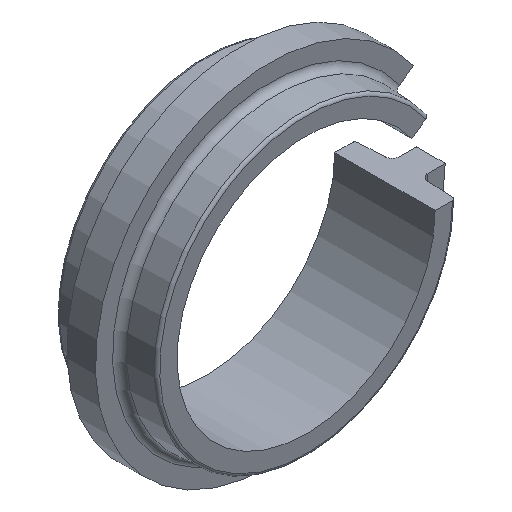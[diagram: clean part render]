
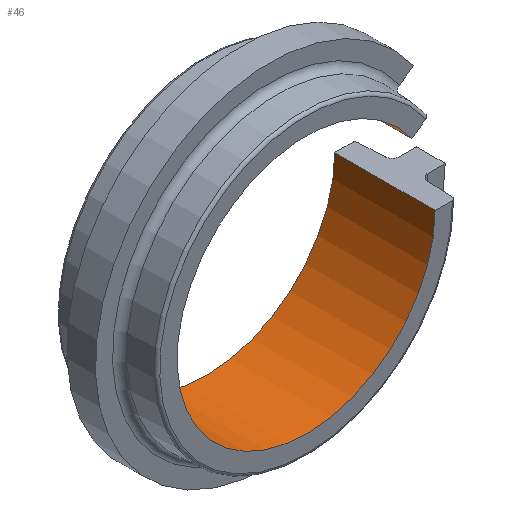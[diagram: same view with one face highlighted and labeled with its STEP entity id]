
A CAD part, isometric view. The second image highlights one B-rep face of the part: STEP entity #46.
In plain terms, the highlighted cylindrical face has radius 4.5 mm (diameter 9 mm), a partial arc.
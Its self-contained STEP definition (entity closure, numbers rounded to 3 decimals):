
#46=ADVANCED_FACE('',(#62),#60,.F.);
#60=CYLINDRICAL_SURFACE('',#277,4.5);
#62=FACE_OUTER_BOUND('',#76,.T.);
#76=EDGE_LOOP('',(#122,#123,#124,#125));
#90=LINE('',#399,#106);
#91=LINE('',#403,#107);
#106=VECTOR('',#313,1.);
#107=VECTOR('',#316,1.);
#122=ORIENTED_EDGE('',*,*,#218,.T.);
#123=ORIENTED_EDGE('',*,*,#219,.F.);
#124=ORIENTED_EDGE('',*,*,#220,.F.);
#125=ORIENTED_EDGE('',*,*,#221,.T.);
#194=VERTEX_POINT('',#397);
#195=VERTEX_POINT('',#398);
#196=VERTEX_POINT('',#400);
#197=VERTEX_POINT('',#402);
#218=EDGE_CURVE('',#194,#195,#254,.T.);
#219=EDGE_CURVE('',#196,#195,#90,.T.);
#220=EDGE_CURVE('',#197,#196,#255,.T.);
#221=EDGE_CURVE('',#197,#194,#91,.T.);
#254=CIRCLE('',#275,4.5);
#255=CIRCLE('',#276,4.5);
#275=AXIS2_PLACEMENT_3D('',#396,#311,#312);
#276=AXIS2_PLACEMENT_3D('',#401,#314,#315);
#277=AXIS2_PLACEMENT_3D('',#404,#317,#318);
#311=DIRECTION('',(0.,-1.,0.));
#312=DIRECTION('',(0.,0.,-1.));
#313=DIRECTION('',(0.,-1.,0.));
#314=DIRECTION('',(0.,-1.,0.));
#315=DIRECTION('',(0.,0.,-1.));
#316=DIRECTION('',(0.,-1.,0.));
#317=DIRECTION('',(0.,-1.,0.));
#318=DIRECTION('',(0.,0.,1.));
#396=CARTESIAN_POINT('',(0.,0.,0.));
#397=CARTESIAN_POINT('',(3.686,0.,2.581));
#398=CARTESIAN_POINT('',(4.5,0.,0.));
#399=CARTESIAN_POINT('',(4.5,3.5,0.));
#400=CARTESIAN_POINT('',(4.5,3.5,0.));
#401=CARTESIAN_POINT('',(0.,3.5,0.));
#402=CARTESIAN_POINT('',(3.686,3.5,2.581));
#403=CARTESIAN_POINT('',(3.686,3.5,2.581));
#404=CARTESIAN_POINT('',(0.,0.,0.));
